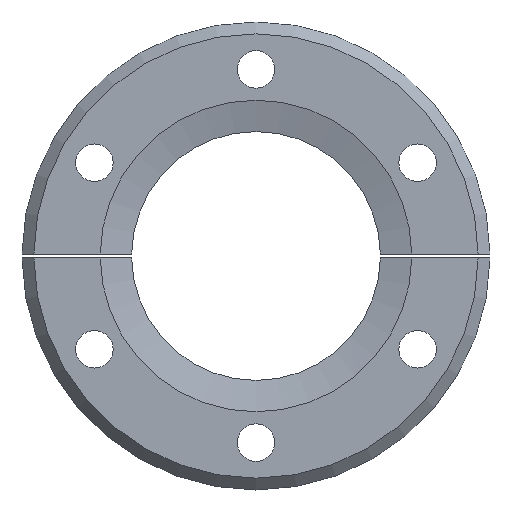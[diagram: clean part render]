
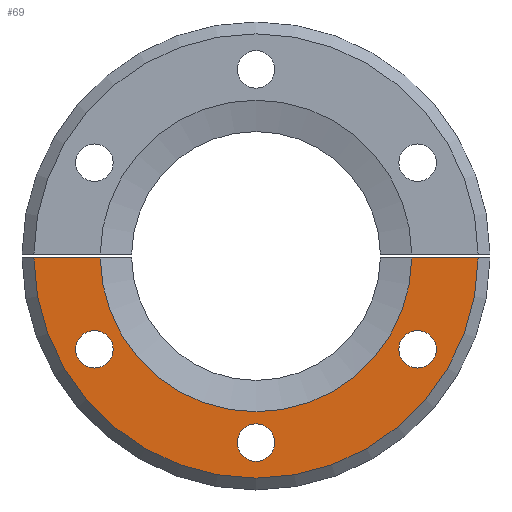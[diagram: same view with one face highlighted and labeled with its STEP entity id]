
A CAD part, left-side view. The second image highlights one B-rep face of the part: STEP entity #69.
In plain terms, the highlighted planar face has unit normal (-1, 0, 0).
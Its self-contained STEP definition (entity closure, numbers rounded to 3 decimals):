
#69 = ADVANCED_FACE( '', ( #157, #158, #159, #160 ), #161, .T. );
#157 = FACE_OUTER_BOUND( '', #265, .T. );
#158 = FACE_BOUND( '', #266, .T. );
#159 = FACE_BOUND( '', #267, .T. );
#160 = FACE_BOUND( '', #268, .T. );
#161 = PLANE( '', #269 );
#265 = EDGE_LOOP( '', ( #395, #396, #397, #398 ) );
#266 = EDGE_LOOP( '', ( #399 ) );
#267 = EDGE_LOOP( '', ( #400 ) );
#268 = EDGE_LOOP( '', ( #401 ) );
#269 = AXIS2_PLACEMENT_3D( '', #402, #403, #404 );
#395 = ORIENTED_EDGE( '', *, *, #571, .T. );
#396 = ORIENTED_EDGE( '', *, *, #592, .F. );
#397 = ORIENTED_EDGE( '', *, *, #593, .T. );
#398 = ORIENTED_EDGE( '', *, *, #594, .T. );
#399 = ORIENTED_EDGE( '', *, *, #595, .T. );
#400 = ORIENTED_EDGE( '', *, *, #596, .T. );
#401 = ORIENTED_EDGE( '', *, *, #597, .T. );
#402 = CARTESIAN_POINT( '', ( 0., 24.308, 0. ) );
#403 = DIRECTION( '', ( -1., 0., 0. ) );
#404 = DIRECTION( '', ( 0., 0., 1. ) );
#571 = EDGE_CURVE( '', #669, #666, #670, .T. );
#592 = EDGE_CURVE( '', #704, #666, #705, .T. );
#593 = EDGE_CURVE( '', #704, #706, #707, .T. );
#594 = EDGE_CURVE( '', #706, #669, #708, .T. );
#595 = EDGE_CURVE( '', #709, #709, #710, .T. );
#596 = EDGE_CURVE( '', #711, #711, #712, .T. );
#597 = EDGE_CURVE( '', #713, #713, #714, .T. );
#666 = VERTEX_POINT( '', #800 );
#669 = VERTEX_POINT( '', #804 );
#670 = LINE( '', #805, #806 );
#704 = VERTEX_POINT( '', #850 );
#705 = CIRCLE( '', #851, 20.041 );
#706 = VERTEX_POINT( '', #852 );
#707 = LINE( '', #853, #854 );
#708 = CIRCLE( '', #855, 28.575 );
#709 = VERTEX_POINT( '', #856 );
#710 = CIRCLE( '', #857, 2.413 );
#711 = VERTEX_POINT( '', #858 );
#712 = CIRCLE( '', #859, 2.413 );
#713 = VERTEX_POINT( '', #860 );
#714 = CIRCLE( '', #861, 2.413 );
#800 = CARTESIAN_POINT( '', ( 0., -20.039, -0.254 ) );
#804 = CARTESIAN_POINT( '', ( 0., -28.574, -0.254 ) );
#805 = CARTESIAN_POINT( '', ( 0., 12.154, -0.254 ) );
#806 = VECTOR( '', #957, 1000. );
#850 = CARTESIAN_POINT( '', ( 0., 20.039, -0.254 ) );
#851 = AXIS2_PLACEMENT_3D( '', #986, #987, #988 );
#852 = CARTESIAN_POINT( '', ( 0., 28.574, -0.254 ) );
#853 = CARTESIAN_POINT( '', ( 0., 12.154, -0.254 ) );
#854 = VECTOR( '', #989, 1000. );
#855 = AXIS2_PLACEMENT_3D( '', #990, #991, #992 );
#856 = CARTESIAN_POINT( '', ( 0., 20.787, -14.415 ) );
#857 = AXIS2_PLACEMENT_3D( '', #993, #994, #995 );
#858 = CARTESIAN_POINT( '', ( 0., 0., -26.416 ) );
#859 = AXIS2_PLACEMENT_3D( '', #996, #997, #998 );
#860 = CARTESIAN_POINT( '', ( 0., -20.787, -14.415 ) );
#861 = AXIS2_PLACEMENT_3D( '', #999, #1000, #1001 );
#957 = DIRECTION( '', ( 0., 1., 0. ) );
#986 = CARTESIAN_POINT( '', ( 0., 0., 0. ) );
#987 = DIRECTION( '', ( -1., 0., 0. ) );
#988 = DIRECTION( '', ( 0., 1., 0. ) );
#989 = DIRECTION( '', ( 0., 1., 0. ) );
#990 = CARTESIAN_POINT( '', ( 0., 0., 0. ) );
#991 = DIRECTION( '', ( -1., 0., 0. ) );
#992 = DIRECTION( '', ( 0., 1., 0. ) );
#993 = CARTESIAN_POINT( '', ( 0., 20.787, -12.002 ) );
#994 = DIRECTION( '', ( 1., 0., 0. ) );
#995 = DIRECTION( '', ( 0., 0., -1. ) );
#996 = CARTESIAN_POINT( '', ( 0., 0., -24.003 ) );
#997 = DIRECTION( '', ( 1., 0., 0. ) );
#998 = DIRECTION( '', ( 0., 0., -1. ) );
#999 = CARTESIAN_POINT( '', ( 0., -20.787, -12.002 ) );
#1000 = DIRECTION( '', ( 1., 0., 0. ) );
#1001 = DIRECTION( '', ( 0., 0., -1. ) );
